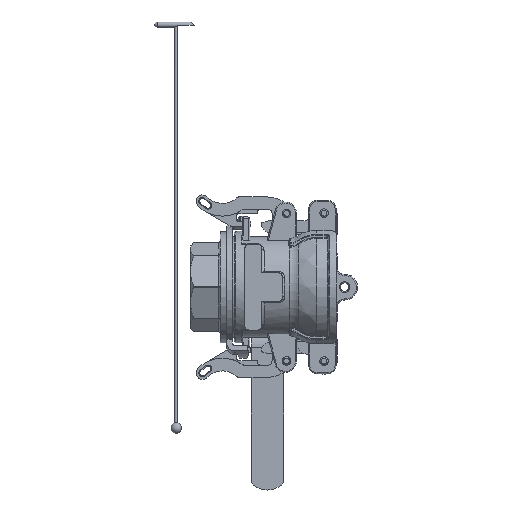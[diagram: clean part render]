
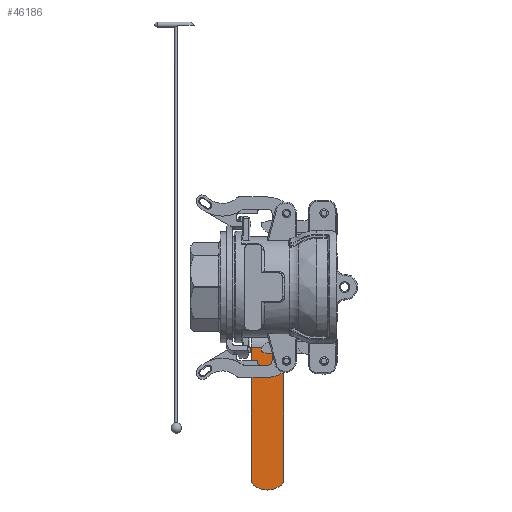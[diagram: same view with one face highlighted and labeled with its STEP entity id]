
A CAD part, front view. The second image highlights one B-rep face of the part: STEP entity #46186.
In plain terms, the highlighted face is planar.
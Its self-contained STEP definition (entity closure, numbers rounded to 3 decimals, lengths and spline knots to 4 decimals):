
#1135=PLANE('',#49517);
#5679=LINE('',#89928,#9071);
#5683=LINE('',#89940,#9075);
#5688=LINE('',#89953,#9080);
#9071=VECTOR('',#56816,0.3937);
#9075=VECTOR('',#56826,0.3937);
#9080=VECTOR('',#56837,0.3937);
#14118=FACE_OUTER_BOUND('',#16951,.T.);
#16951=EDGE_LOOP('',(#38567,#38568,#38569,#38570));
#19210=CIRCLE('',#49518,0.625);
#22406=VERTEX_POINT('',#89925);
#22407=VERTEX_POINT('',#89927);
#22412=VERTEX_POINT('',#89939);
#22417=VERTEX_POINT('',#89952);
#28084=EDGE_CURVE('',#22406,#22407,#5679,.T.);
#28090=EDGE_CURVE('',#22407,#22412,#5683,.T.);
#28097=EDGE_CURVE('',#22412,#22417,#5688,.T.);
#28102=EDGE_CURVE('',#22406,#22417,#19210,.T.);
#38567=ORIENTED_EDGE('',*,*,#28090,.F.);
#38568=ORIENTED_EDGE('',*,*,#28084,.F.);
#38569=ORIENTED_EDGE('',*,*,#28102,.T.);
#38570=ORIENTED_EDGE('',*,*,#28097,.F.);
#46186=ADVANCED_FACE('',(#14118),#1135,.T.);
#49517=AXIS2_PLACEMENT_3D('',#89961,#56843,#56844);
#49518=AXIS2_PLACEMENT_3D('',#89962,#56845,#56846);
#56816=DIRECTION('',(1.,0.,0.));
#56826=DIRECTION('',(0.,0.,1.));
#56837=DIRECTION('',(-1.,0.,0.));
#56843=DIRECTION('center_axis',(0.,1.,0.));
#56844=DIRECTION('ref_axis',(-1.,0.,0.));
#56845=DIRECTION('center_axis',(0.,1.,0.));
#56846=DIRECTION('ref_axis',(0.65,0.,0.76));
#89925=CARTESIAN_POINT('',(-6.3212,1.01,-0.475));
#89927=CARTESIAN_POINT('',(-2.3892,1.01,-0.475));
#89928=CARTESIAN_POINT('',(-6.54,1.01,-0.475));
#89939=CARTESIAN_POINT('',(-2.3892,1.01,0.475));
#89940=CARTESIAN_POINT('',(-2.3892,1.01,0.));
#89952=CARTESIAN_POINT('',(-6.3212,1.01,0.475));
#89953=CARTESIAN_POINT('',(-6.54,1.01,0.475));
#89961=CARTESIAN_POINT('Origin',(-2.12,1.01,0.));
#89962=CARTESIAN_POINT('Origin',(-5.915,1.01,0.));
